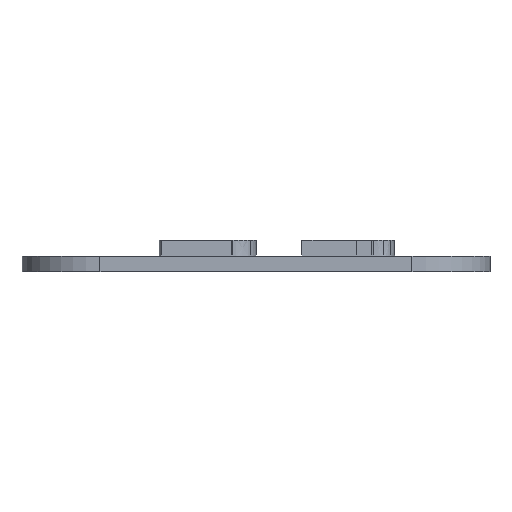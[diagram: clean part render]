
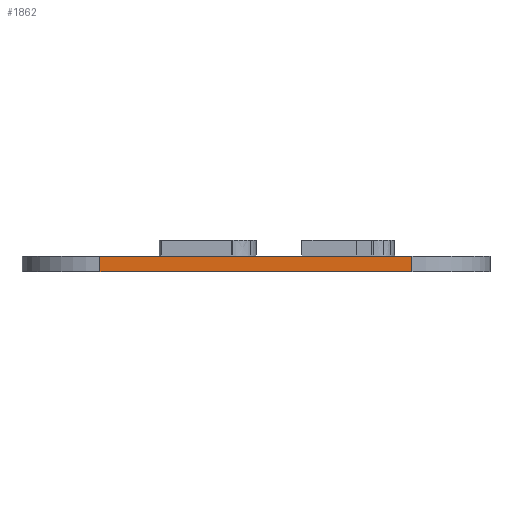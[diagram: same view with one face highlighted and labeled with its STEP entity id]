
A CAD part, left-side view. The second image highlights one B-rep face of the part: STEP entity #1862.
In plain terms, the highlighted planar face has unit normal (-1, 0, 0).
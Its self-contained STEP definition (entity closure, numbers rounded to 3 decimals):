
#1862=ADVANCED_FACE('',(#3365),#3367,.T.);
#3365=FACE_BOUND('',#3366,.T.);
#3366=EDGE_LOOP('',(#4846,#4847,#4848,#4849));
#3367=PLANE('',#3368);
#3368=AXIS2_PLACEMENT_3D('',#3369,#3370,#3371);
#3369=CARTESIAN_POINT('',(-25.,10.,0.));
#3370=DIRECTION('',(-1.,0.,0.));
#3371=DIRECTION('',(0.,-1.,0.));
#4846=ORIENTED_EDGE('',*,*,#5679,.T.);
#4847=ORIENTED_EDGE('',*,*,#5680,.T.);
#4848=ORIENTED_EDGE('',*,*,#5147,.F.);
#4849=ORIENTED_EDGE('',*,*,#5678,.F.);
#5147=EDGE_CURVE('',#5821,#5823,#5824,.T.);
#5678=EDGE_CURVE('',#6688,#5821,#6690,.T.);
#5679=EDGE_CURVE('',#6688,#6691,#6692,.T.);
#5680=EDGE_CURVE('',#6691,#5823,#6693,.T.);
#5821=VERTEX_POINT('',#6968);
#5823=VERTEX_POINT('',#6973);
#5824=LINE('',#6974,#6975);
#6688=VERTEX_POINT('',#8905);
#6690=LINE('',#8910,#8911);
#6691=VERTEX_POINT('',#8913);
#6692=LINE('',#8914,#8915);
#6693=LINE('',#8917,#8918);
#6968=CARTESIAN_POINT('',(-25.,10.,1.));
#6973=CARTESIAN_POINT('',(-25.,-10.,1.));
#6974=CARTESIAN_POINT('',(-25.,10.,1.));
#6975=VECTOR('',#6976,1.);
#6976=DIRECTION('',(0.,-1.,0.));
#8905=CARTESIAN_POINT('',(-25.,10.,0.));
#8910=CARTESIAN_POINT('',(-25.,10.,0.));
#8911=VECTOR('',#8912,1.);
#8912=DIRECTION('',(0.,0.,1.));
#8913=CARTESIAN_POINT('',(-25.,-10.,0.));
#8914=CARTESIAN_POINT('',(-25.,10.,0.));
#8915=VECTOR('',#8916,1.);
#8916=DIRECTION('',(0.,-1.,0.));
#8917=CARTESIAN_POINT('',(-25.,-10.,0.));
#8918=VECTOR('',#8919,1.);
#8919=DIRECTION('',(0.,0.,1.));
